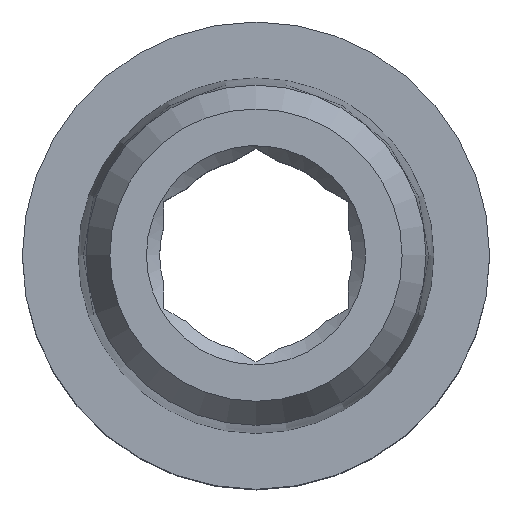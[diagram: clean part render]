
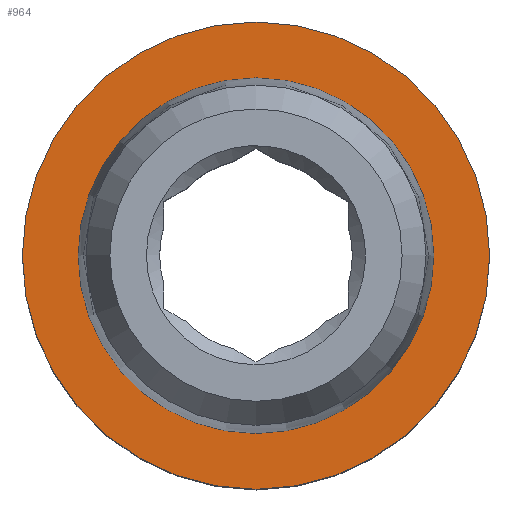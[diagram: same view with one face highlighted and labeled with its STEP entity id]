
A CAD part, top view. The second image highlights one B-rep face of the part: STEP entity #964.
In plain terms, the highlighted planar face has unit normal (0, 0, 1).
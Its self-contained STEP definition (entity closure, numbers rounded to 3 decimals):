
#27=PLANE('',#1047);
#148=CIRCLE('',#1048,8.85);
#149=CIRCLE('',#1049,6.735);
#251=ORIENTED_EDGE('',*,*,#382,.F.);
#252=ORIENTED_EDGE('',*,*,#383,.T.);
#382=EDGE_CURVE('',#450,#450,#148,.T.);
#383=EDGE_CURVE('',#451,#451,#149,.T.);
#450=VERTEX_POINT('',#1460);
#451=VERTEX_POINT('',#1462);
#513=EDGE_LOOP('',(#251));
#514=EDGE_LOOP('',(#252));
#585=FACE_BOUND('',#513,.T.);
#586=FACE_BOUND('',#514,.T.);
#964=ADVANCED_FACE('',(#585,#586),#27,.F.);
#1047=AXIS2_PLACEMENT_3D('',#1458,#1215,#1216);
#1048=AXIS2_PLACEMENT_3D('',#1459,#1217,#1218);
#1049=AXIS2_PLACEMENT_3D('',#1461,#1219,#1220);
#1215=DIRECTION('',(0.,0.,-1.));
#1216=DIRECTION('',(-1.,0.,0.));
#1217=DIRECTION('',(0.,0.,-1.));
#1218=DIRECTION('',(-1.,0.,0.));
#1219=DIRECTION('',(0.,0.,-1.));
#1220=DIRECTION('',(-1.,0.,0.));
#1458=CARTESIAN_POINT('',(0.,0.,0.));
#1459=CARTESIAN_POINT('',(0.,0.,0.));
#1460=CARTESIAN_POINT('',(-8.85,0.,0.));
#1461=CARTESIAN_POINT('',(0.,0.,0.));
#1462=CARTESIAN_POINT('',(-6.735,0.,0.));
